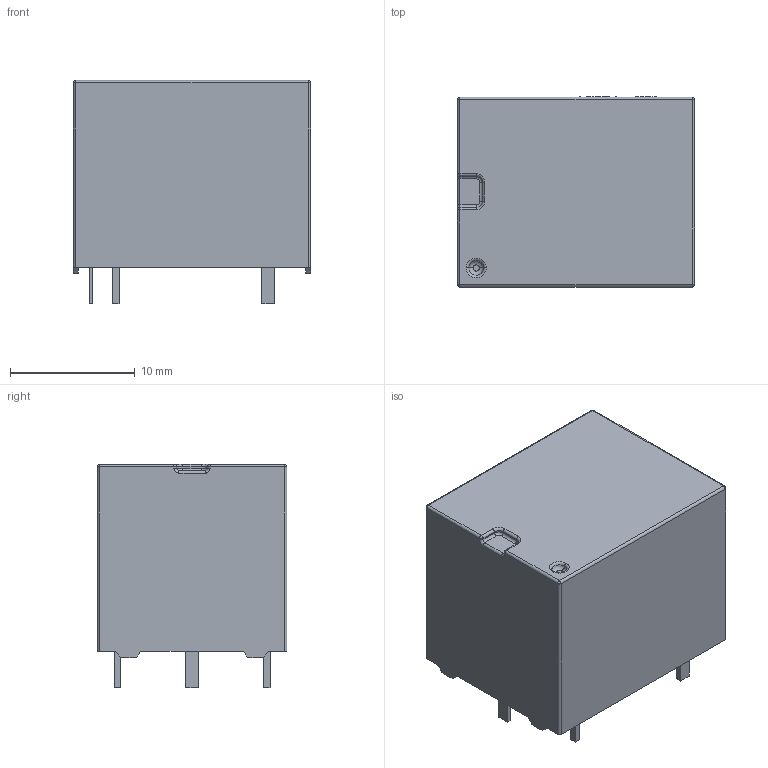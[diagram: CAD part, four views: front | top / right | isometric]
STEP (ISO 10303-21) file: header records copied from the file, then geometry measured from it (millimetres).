
FILE_DESCRIPTION(('FreeCAD Model'),'2;1');
FILE_NAME('Open CASCADE Shape Model','2025-03-22T02:52:02',(''),(''), 'Open CASCADE STEP processor 7.8','FreeCAD','Unknown');
FILE_SCHEMA(('AUTOMOTIVE_DESIGN { 1 0 10303 214 1 1 1 1 }'));
Length unit declared in the file: millimetre
Products named in the file (2): K1~RELAY-TH_HF3FF-XX-1ZXX-XXX~RELAY-TH_HF3FF-L19.0-W15.2-H15.5~sq8z; RELAY-TH_HF3FF-XX-1ZXX-XXX~RELAY-TH_HF3FF-L19.0-W15.2-H15.5~sq8z
Assembly tree (1 placements, depth 2):
  K1~RELAY-TH_HF3FF-XX-1ZXX-XXX~RELAY-TH_HF3FF-L19.0-W15.2-H15.5~sq8z
    RELAY-TH_HF3FF-XX-1ZXX-XXX~RELAY-TH_HF3FF-L19.0-W15.2-H15.5~sq8z
Bounding box: 19 x 15.21 x 17.9 mm (x, y, z)
Volume: 4204.4 mm3; surface area: 1677.4 mm2
Topology: 1 solids, 1 shells, 324 faces, 865 edges, 562 vertices
Faces by surface type: plane 182, bspline 98, cylinder 28, torus 8, sphere 6, revolution 2
Entity records: 12236 total; most frequent: CARTESIAN_POINT 3067, ORIENTED_EDGE 1718, DIRECTION 1185, EDGE_CURVE 859, LINE 587, VECTOR 587, VERTEX_POINT 562, FACE_BOUND 349
